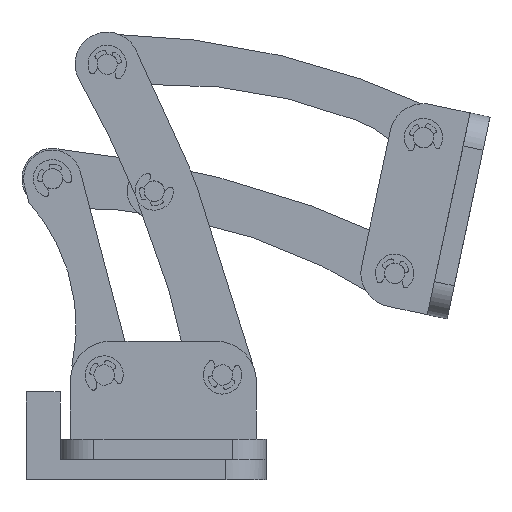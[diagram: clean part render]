
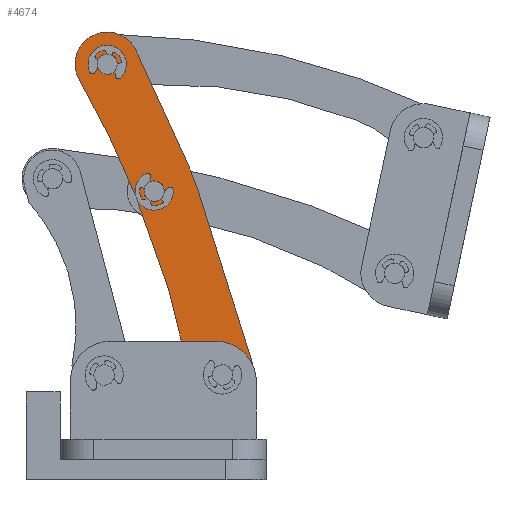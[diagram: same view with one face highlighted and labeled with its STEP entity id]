
A CAD part, left-side view. The second image highlights one B-rep face of the part: STEP entity #4674.
In plain terms, the highlighted free-form (B-spline) face has degree [1, 1] with [2, 2] control points.
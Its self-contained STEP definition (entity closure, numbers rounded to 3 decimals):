
#4190 = VERTEX_POINT('',#4191);
#4191 = CARTESIAN_POINT('',(5.117,51.348,
    214.643));
#4196 = EDGE_CURVE('',#4190,#4197,#4199,.T.);
#4197 = VERTEX_POINT('',#4198);
#4198 = CARTESIAN_POINT('',(5.117,54.476,
    223.072));
#4199 = ( BOUNDED_CURVE() B_SPLINE_CURVE(2,(#4200,#4201,#4202,#4203,
#4204),.UNSPECIFIED.,.F.,.F.) B_SPLINE_CURVE_WITH_KNOTS((3,2,3),(
    3.142,4.712,6.283),
.PIECEWISE_BEZIER_KNOTS.) CURVE() GEOMETRIC_REPRESENTATION_ITEM() 
RATIONAL_B_SPLINE_CURVE((1.,0.707,1.,0.707,1.)) 
REPRESENTATION_ITEM('') );
#4200 = CARTESIAN_POINT('',(5.117,51.348,
    214.643));
#4201 = CARTESIAN_POINT('',(5.117,55.563,
    213.079));
#4202 = CARTESIAN_POINT('',(5.117,57.127,
    217.293));
#4203 = CARTESIAN_POINT('',(5.117,58.691,
    221.508));
#4204 = CARTESIAN_POINT('',(5.117,54.476,
    223.072));
#4238 = VERTEX_POINT('',#4239);
#4239 = CARTESIAN_POINT('',(5.117,72.201,
    270.838));
#4244 = EDGE_CURVE('',#4238,#4245,#4247,.T.);
#4245 = VERTEX_POINT('',#4246);
#4246 = CARTESIAN_POINT('',(5.117,75.329,
    279.267));
#4247 = ( BOUNDED_CURVE() B_SPLINE_CURVE(2,(#4248,#4249,#4250,#4251,
#4252),.UNSPECIFIED.,.F.,.F.) B_SPLINE_CURVE_WITH_KNOTS((3,2,3),(
    3.142,4.712,6.283),
.PIECEWISE_BEZIER_KNOTS.) CURVE() GEOMETRIC_REPRESENTATION_ITEM() 
RATIONAL_B_SPLINE_CURVE((1.,0.707,1.,0.707,1.)) 
REPRESENTATION_ITEM('') );
#4248 = CARTESIAN_POINT('',(5.117,72.201,
    270.838));
#4249 = CARTESIAN_POINT('',(5.117,76.416,
    269.274));
#4250 = CARTESIAN_POINT('',(5.117,77.98,
    273.489));
#4251 = CARTESIAN_POINT('',(5.117,79.544,
    277.703));
#4252 = CARTESIAN_POINT('',(5.117,75.329,
    279.267));
#4286 = VERTEX_POINT('',#4287);
#4287 = CARTESIAN_POINT('',(5.117,21.111,
    133.159));
#4292 = EDGE_CURVE('',#4286,#4293,#4295,.T.);
#4293 = VERTEX_POINT('',#4294);
#4294 = CARTESIAN_POINT('',(5.117,24.239,
    141.588));
#4295 = ( BOUNDED_CURVE() B_SPLINE_CURVE(2,(#4296,#4297,#4298,#4299,
#4300),.UNSPECIFIED.,.F.,.F.) B_SPLINE_CURVE_WITH_KNOTS((3,2,3),(
    3.142,4.712,6.283),
.PIECEWISE_BEZIER_KNOTS.) CURVE() GEOMETRIC_REPRESENTATION_ITEM() 
RATIONAL_B_SPLINE_CURVE((1.,0.707,1.,0.707,1.)) 
REPRESENTATION_ITEM('') );
#4296 = CARTESIAN_POINT('',(5.117,21.111,
    133.159));
#4297 = CARTESIAN_POINT('',(5.117,25.325,131.595
    ));
#4298 = CARTESIAN_POINT('',(5.117,26.889,
    135.81));
#4299 = CARTESIAN_POINT('',(5.117,28.453,
    140.024));
#4300 = CARTESIAN_POINT('',(5.117,24.239,
    141.588));
#4342 = VERTEX_POINT('',#4343);
#4343 = CARTESIAN_POINT('',(5.117,17.722,
    124.027));
#4348 = EDGE_CURVE('',#4342,#4349,#4351,.T.);
#4349 = VERTEX_POINT('',#4350);
#4350 = CARTESIAN_POINT('',(5.117,36.021,
    132.421));
#4351 = ( BOUNDED_CURVE() B_SPLINE_CURVE(2,(#4352,#4353,#4354),
.UNSPECIFIED.,.F.,.F.) B_SPLINE_CURVE_WITH_KNOTS((3,3),(3.142,
4.712),.PIECEWISE_BEZIER_KNOTS.) CURVE() 
GEOMETRIC_REPRESENTATION_ITEM() RATIONAL_B_SPLINE_CURVE((1.,
0.707,1.)) REPRESENTATION_ITEM('') );
#4352 = CARTESIAN_POINT('',(5.117,17.722,
    124.027));
#4353 = CARTESIAN_POINT('',(5.117,31.068,
    119.075));
#4354 = CARTESIAN_POINT('',(5.117,36.021,
    132.421));
#4381 = VERTEX_POINT('',#4382);
#4382 = CARTESIAN_POINT('',(5.117,9.328,142.326
    ));
#4387 = EDGE_CURVE('',#4381,#4342,#4388,.T.);
#4388 = ( BOUNDED_CURVE() B_SPLINE_CURVE(2,(#4389,#4390,#4391),
.UNSPECIFIED.,.F.,.F.) B_SPLINE_CURVE_WITH_KNOTS((3,3),(1.571,
3.142),.PIECEWISE_BEZIER_KNOTS.) CURVE() 
GEOMETRIC_REPRESENTATION_ITEM() RATIONAL_B_SPLINE_CURVE((1.,
0.707,1.)) REPRESENTATION_ITEM('') );
#4389 = CARTESIAN_POINT('',(5.117,9.328,142.326
    ));
#4390 = CARTESIAN_POINT('',(5.117,4.375,128.98)
  );
#4391 = CARTESIAN_POINT('',(5.117,17.722,
    124.027));
#4413 = VERTEX_POINT('',#4414);
#4414 = CARTESIAN_POINT('',(5.117,87.112,
    270.1));
#4419 = EDGE_CURVE('',#4349,#4413,#4420,.T.);
#4420 = ( BOUNDED_CURVE() B_SPLINE_CURVE(2,(#4421,#4422,#4423),
.UNSPECIFIED.,.F.,.F.) B_SPLINE_CURVE_WITH_KNOTS((3,3),(4.549,
4.875),.PIECEWISE_BEZIER_KNOTS.) CURVE() 
GEOMETRIC_REPRESENTATION_ITEM() RATIONAL_B_SPLINE_CURVE((1.,
0.987,1.)) REPRESENTATION_ITEM('') );
#4421 = CARTESIAN_POINT('',(5.117,36.021,
    132.421));
#4422 = CARTESIAN_POINT('',(5.117,50.252,
    205.459));
#4423 = CARTESIAN_POINT('',(5.117,87.112,
    270.1));
#4435 = EDGE_CURVE('',#4413,#4436,#4438,.T.);
#4436 = VERTEX_POINT('',#4437);
#4437 = CARTESIAN_POINT('',(5.117,60.419,
    280.005));
#4438 = ( BOUNDED_CURVE() B_SPLINE_CURVE(2,(#4439,#4440,#4441,#4442,
#4443),.UNSPECIFIED.,.F.,.F.) B_SPLINE_CURVE_WITH_KNOTS((3,2,3),(
    4.712,6.283,7.854),
.PIECEWISE_BEZIER_KNOTS.) CURVE() GEOMETRIC_REPRESENTATION_ITEM() 
RATIONAL_B_SPLINE_CURVE((1.,0.707,1.,0.707,1.)) 
REPRESENTATION_ITEM('') );
#4439 = CARTESIAN_POINT('',(5.117,87.112,
    270.1));
#4440 = CARTESIAN_POINT('',(5.117,92.065,
    283.446));
#4441 = CARTESIAN_POINT('',(5.117,78.718,
    288.399));
#4442 = CARTESIAN_POINT('',(5.117,65.372,
    293.352));
#4443 = CARTESIAN_POINT('',(5.117,60.419,
    280.005));
#4475 = EDGE_CURVE('',#4476,#4436,#4478,.T.);
#4476 = VERTEX_POINT('',#4477);
#4477 = CARTESIAN_POINT('',(5.117,37.832,
    230.511));
#4478 = B_SPLINE_CURVE_WITH_KNOTS('',1,(#4479,#4480),.UNSPECIFIED.,.F.,
  .F.,(2,2),(11.873,48.179),.PIECEWISE_BEZIER_KNOTS.);
#4479 = CARTESIAN_POINT('',(5.117,37.832,
    230.511));
#4480 = CARTESIAN_POINT('',(5.117,60.419,
    280.005));
#4503 = EDGE_CURVE('',#4504,#4476,#4506,.T.);
#4504 = VERTEX_POINT('',#4505);
#4505 = CARTESIAN_POINT('',(5.117,33.755,
    219.892));
#4506 = ( BOUNDED_CURVE() B_SPLINE_CURVE(2,(#4507,#4508,#4509),
.UNSPECIFIED.,.F.,.F.) B_SPLINE_CURVE_WITH_KNOTS((3,3),(4.662,
4.785),.PIECEWISE_BEZIER_KNOTS.) CURVE() 
GEOMETRIC_REPRESENTATION_ITEM() RATIONAL_B_SPLINE_CURVE((1.,
0.998,1.)) REPRESENTATION_ITEM('') );
#4507 = CARTESIAN_POINT('',(5.117,33.755,
    219.892));
#4508 = CARTESIAN_POINT('',(5.117,35.466,
    225.327));
#4509 = CARTESIAN_POINT('',(5.117,37.832,
    230.511));
#4535 = EDGE_CURVE('',#4293,#4286,#4536,.T.);
#4536 = ( BOUNDED_CURVE() B_SPLINE_CURVE(2,(#4537,#4538,#4539,#4540,
#4541),.UNSPECIFIED.,.F.,.F.) B_SPLINE_CURVE_WITH_KNOTS((3,2,3),(0.,
1.571,3.142),.PIECEWISE_BEZIER_KNOTS.) CURVE() 
GEOMETRIC_REPRESENTATION_ITEM() RATIONAL_B_SPLINE_CURVE((1.,
0.707,1.,0.707,1.)) REPRESENTATION_ITEM('') );
#4537 = CARTESIAN_POINT('',(5.117,24.239,
    141.588));
#4538 = CARTESIAN_POINT('',(5.117,20.024,
    143.152));
#4539 = CARTESIAN_POINT('',(5.117,18.46,
    138.938));
#4540 = CARTESIAN_POINT('',(5.117,16.896,
    134.723));
#4541 = CARTESIAN_POINT('',(5.117,21.111,
    133.159));
#4567 = EDGE_CURVE('',#4245,#4238,#4568,.T.);
#4568 = ( BOUNDED_CURVE() B_SPLINE_CURVE(2,(#4569,#4570,#4571,#4572,
#4573),.UNSPECIFIED.,.F.,.F.) B_SPLINE_CURVE_WITH_KNOTS((3,2,3),(0.,
1.571,3.142),.PIECEWISE_BEZIER_KNOTS.) CURVE() 
GEOMETRIC_REPRESENTATION_ITEM() RATIONAL_B_SPLINE_CURVE((1.,
0.707,1.,0.707,1.)) REPRESENTATION_ITEM('') );
#4569 = CARTESIAN_POINT('',(5.117,75.329,
    279.267));
#4570 = CARTESIAN_POINT('',(5.117,71.115,
    280.831));
#4571 = CARTESIAN_POINT('',(5.117,69.551,
    276.617));
#4572 = CARTESIAN_POINT('',(5.117,67.987,
    272.402));
#4573 = CARTESIAN_POINT('',(5.117,72.201,
    270.838));
#4599 = EDGE_CURVE('',#4197,#4190,#4600,.T.);
#4600 = ( BOUNDED_CURVE() B_SPLINE_CURVE(2,(#4601,#4602,#4603,#4604,
#4605),.UNSPECIFIED.,.F.,.F.) B_SPLINE_CURVE_WITH_KNOTS((3,2,3),(0.,
1.571,3.142),.PIECEWISE_BEZIER_KNOTS.) CURVE() 
GEOMETRIC_REPRESENTATION_ITEM() RATIONAL_B_SPLINE_CURVE((1.,
0.707,1.,0.707,1.)) REPRESENTATION_ITEM('') );
#4601 = CARTESIAN_POINT('',(5.117,54.476,
    223.072));
#4602 = CARTESIAN_POINT('',(5.117,50.261,
    224.636));
#4603 = CARTESIAN_POINT('',(5.117,48.697,
    220.421));
#4604 = CARTESIAN_POINT('',(5.117,47.133,
    216.207));
#4605 = CARTESIAN_POINT('',(5.117,51.348,
    214.643));
#4631 = EDGE_CURVE('',#4381,#4504,#4632,.T.);
#4632 = B_SPLINE_CURVE_WITH_KNOTS('',1,(#4633,#4634),.UNSPECIFIED.,.F.,
  .F.,(2,2),(-48.461,5.808),.PIECEWISE_BEZIER_KNOTS.);
#4633 = CARTESIAN_POINT('',(5.117,9.328,142.326
    ));
#4634 = CARTESIAN_POINT('',(5.117,33.755,
    219.892));
#4674 = ADVANCED_FACE('',(#4675,#4679,#4683,#4687),#4696,.F.);
#4675 = FACE_BOUND('',#4676,.T.);
#4676 = EDGE_LOOP('',(#4677,#4678));
#4677 = ORIENTED_EDGE('',*,*,#4196,.T.);
#4678 = ORIENTED_EDGE('',*,*,#4599,.T.);
#4679 = FACE_BOUND('',#4680,.T.);
#4680 = EDGE_LOOP('',(#4681,#4682));
#4681 = ORIENTED_EDGE('',*,*,#4244,.T.);
#4682 = ORIENTED_EDGE('',*,*,#4567,.T.);
#4683 = FACE_BOUND('',#4684,.T.);
#4684 = EDGE_LOOP('',(#4685,#4686));
#4685 = ORIENTED_EDGE('',*,*,#4292,.T.);
#4686 = ORIENTED_EDGE('',*,*,#4535,.T.);
#4687 = FACE_BOUND('',#4688,.T.);
#4688 = EDGE_LOOP('',(#4689,#4690,#4691,#4692,#4693,#4694,#4695));
#4689 = ORIENTED_EDGE('',*,*,#4387,.F.);
#4690 = ORIENTED_EDGE('',*,*,#4631,.T.);
#4691 = ORIENTED_EDGE('',*,*,#4503,.T.);
#4692 = ORIENTED_EDGE('',*,*,#4475,.T.);
#4693 = ORIENTED_EDGE('',*,*,#4435,.F.);
#4694 = ORIENTED_EDGE('',*,*,#4419,.F.);
#4695 = ORIENTED_EDGE('',*,*,#4348,.F.);
#4696 = B_SPLINE_SURFACE_WITH_KNOTS('',1,1,(
    (#4697,#4698)
    ,(#4699,#4700
    )),.UNSPECIFIED.,.F.,.F.,.F.,(2,2),(2,2),(-58.5,58.5),(-9.5,
    12.304),.PIECEWISE_BEZIER_KNOTS.);
#4697 = CARTESIAN_POINT('',(5.117,31.068,
    119.075));
#4698 = CARTESIAN_POINT('',(5.117,0.436,130.442)
  );
#4699 = CARTESIAN_POINT('',(5.117,92.065,
    283.446));
#4700 = CARTESIAN_POINT('',(5.117,61.433,
    294.814));
